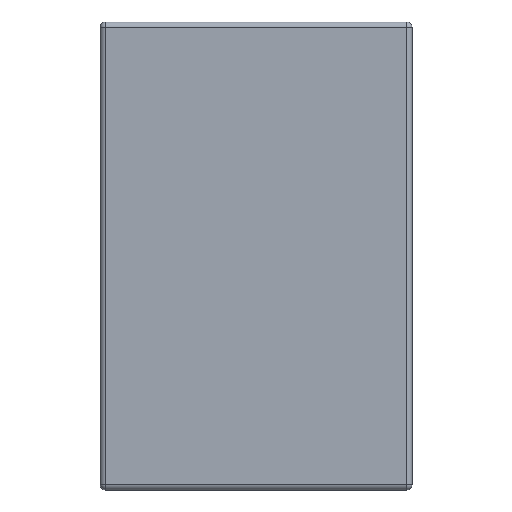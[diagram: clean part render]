
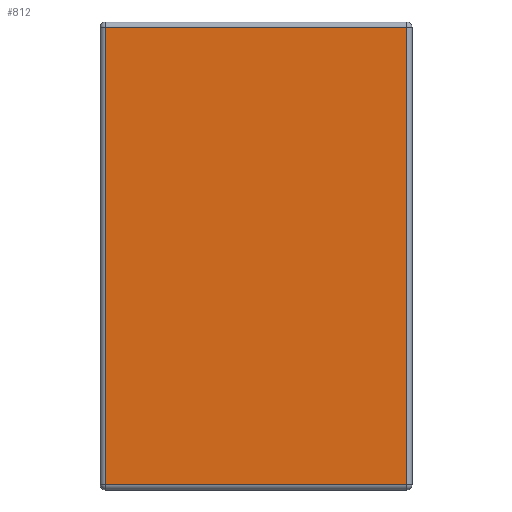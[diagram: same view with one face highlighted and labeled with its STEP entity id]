
A CAD part, front view. The second image highlights one B-rep face of the part: STEP entity #812.
In plain terms, the highlighted planar face has unit normal (0, -1, 0).
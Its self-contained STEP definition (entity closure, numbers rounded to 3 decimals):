
#82 = CARTESIAN_POINT ( 'NONE',  ( 0., 0., -131.823 ) ) ;
#127 = CARTESIAN_POINT ( 'NONE',  ( -77.678, 0., -131.823 ) ) ;
#176 = EDGE_CURVE ( 'NONE', #1510, #431, #1849, .T. ) ;
#294 = AXIS2_PLACEMENT_3D ( 'NONE', #1806, #1644, #1490 ) ;
#319 = CARTESIAN_POINT ( 'NONE',  ( 0., 0., 161.177 ) ) ;
#351 = ORIENTED_EDGE ( 'NONE', *, *, #176, .T. ) ;
#365 = LINE ( 'NONE', #480, #1882 ) ;
#429 = EDGE_CURVE ( 'NONE', #873, #1510, #443, .T. ) ;
#431 = VERTEX_POINT ( 'NONE', #127 ) ;
#443 = LINE ( 'NONE', #319, #1555 ) ;
#480 = CARTESIAN_POINT ( 'NONE',  ( 115.322, 0., 0. ) ) ;
#737 = EDGE_CURVE ( 'NONE', #431, #843, #1436, .T. ) ;
#812 = ADVANCED_FACE ( 'NONE', ( #1053 ), #1186, .F. ) ;
#843 = VERTEX_POINT ( 'NONE', #1481 ) ;
#873 = VERTEX_POINT ( 'NONE', #1195 ) ;
#895 = CARTESIAN_POINT ( 'NONE',  ( -77.678, 0., 161.177 ) ) ;
#941 = ORIENTED_EDGE ( 'NONE', *, *, #1013, .T. ) ;
#1013 = EDGE_CURVE ( 'NONE', #843, #873, #365, .T. ) ;
#1053 = FACE_OUTER_BOUND ( 'NONE', #1583, .T. ) ;
#1186 = PLANE ( 'NONE',  #294 ) ;
#1195 = CARTESIAN_POINT ( 'NONE',  ( 115.322, 0., 161.177 ) ) ;
#1236 = DIRECTION ( 'NONE',  ( 0., 0., -1. ) ) ;
#1315 = VECTOR ( 'NONE', #1236, 1000. ) ;
#1322 = ORIENTED_EDGE ( 'NONE', *, *, #429, .T. ) ;
#1380 = DIRECTION ( 'NONE',  ( 0., 0., 1. ) ) ;
#1436 = LINE ( 'NONE', #82, #1527 ) ;
#1481 = CARTESIAN_POINT ( 'NONE',  ( 115.322, 0., -131.823 ) ) ;
#1490 = DIRECTION ( 'NONE',  ( 1., 0., 0. ) ) ;
#1510 = VERTEX_POINT ( 'NONE', #895 ) ;
#1527 = VECTOR ( 'NONE', #1900, 1000. ) ;
#1555 = VECTOR ( 'NONE', #1955, 1000. ) ;
#1583 = EDGE_LOOP ( 'NONE', ( #941, #1322, #351, #1588 ) ) ;
#1588 = ORIENTED_EDGE ( 'NONE', *, *, #737, .T. ) ;
#1644 = DIRECTION ( 'NONE',  ( 0., 1., 0. ) ) ;
#1698 = CARTESIAN_POINT ( 'NONE',  ( -77.678, 0., 0. ) ) ;
#1806 = CARTESIAN_POINT ( 'NONE',  ( 0., 0., 0. ) ) ;
#1849 = LINE ( 'NONE', #1698, #1315 ) ;
#1882 = VECTOR ( 'NONE', #1380, 1000. ) ;
#1900 = DIRECTION ( 'NONE',  ( 1., 0., 0. ) ) ;
#1955 = DIRECTION ( 'NONE',  ( -1., 0., 0. ) ) ;
